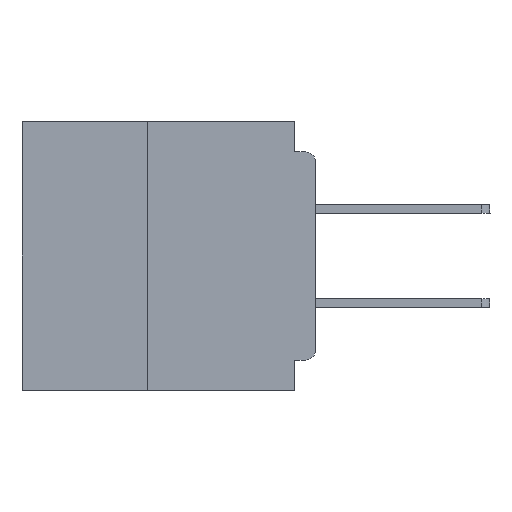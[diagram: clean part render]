
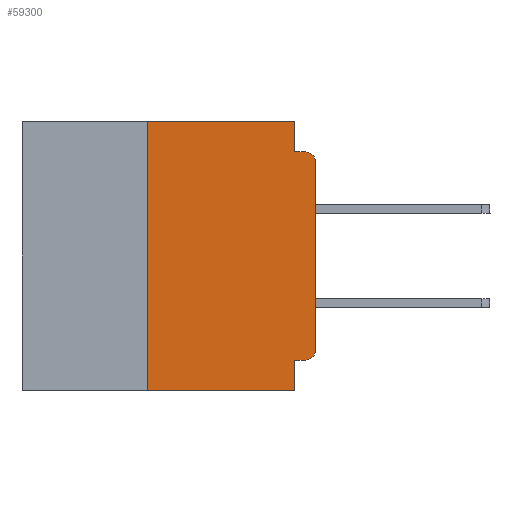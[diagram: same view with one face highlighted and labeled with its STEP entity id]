
A CAD part, left-side view. The second image highlights one B-rep face of the part: STEP entity #59300.
In plain terms, the highlighted planar face has unit normal (-1, 0, 0).
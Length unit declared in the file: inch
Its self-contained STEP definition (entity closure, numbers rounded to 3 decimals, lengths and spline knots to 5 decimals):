
#316 = EDGE_CURVE ( 'NONE', #48537, #22039, #7438, .T. ) ;
#855 = AXIS2_PLACEMENT_3D ( 'NONE', #4089, #38727, #9056 ) ;
#1679 = ORIENTED_EDGE ( 'NONE', *, *, #18117, .T. ) ;
#2739 = DIRECTION ( 'NONE',  ( 0., 0., -1. ) ) ;
#4089 = CARTESIAN_POINT ( 'NONE',  ( 0., 0.015, -0.06 ) ) ;
#4396 = LINE ( 'NONE', #63223, #55188 ) ;
#6911 = VERTEX_POINT ( 'NONE', #25552 ) ;
#7438 = LINE ( 'NONE', #49526, #45294 ) ;
#7772 = AXIS2_PLACEMENT_3D ( 'NONE', #61665, #32417, #2739 ) ;
#7773 = CARTESIAN_POINT ( 'NONE',  ( 0., 0.015, -0.355 ) ) ;
#8349 = DIRECTION ( 'NONE',  ( 0., 0., -1. ) ) ;
#8607 = LINE ( 'NONE', #40926, #20301 ) ;
#8957 = LINE ( 'NONE', #18782, #59733 ) ;
#9056 = DIRECTION ( 'NONE',  ( 0., 0., -1. ) ) ;
#9319 = DIRECTION ( 'NONE',  ( 0., -1., 0. ) ) ;
#9904 = ORIENTED_EDGE ( 'NONE', *, *, #55496, .F. ) ;
#14000 = EDGE_LOOP ( 'NONE', ( #38170, #1679, #60884, #47320, #47112, #21636, #46664, #25644, #9904, #15342 ) ) ;
#15342 = ORIENTED_EDGE ( 'NONE', *, *, #41289, .T. ) ;
#16294 = DIRECTION ( 'NONE',  ( 0., 0., -1. ) ) ;
#16998 = DIRECTION ( 'NONE',  ( 0., 0., -1. ) ) ;
#18117 = EDGE_CURVE ( 'NONE', #48973, #44080, #23665, .T. ) ;
#18782 = CARTESIAN_POINT ( 'NONE',  ( 0., 0., -0.045 ) ) ;
#19853 = CARTESIAN_POINT ( 'NONE',  ( 0., 0.25, -0.4 ) ) ;
#20245 = VECTOR ( 'NONE', #54864, 39.37008 ) ;
#20301 = VECTOR ( 'NONE', #16294, 39.37008 ) ;
#20318 = EDGE_CURVE ( 'NONE', #40231, #22039, #8607, .T. ) ;
#21200 = CARTESIAN_POINT ( 'NONE',  ( 0., 0., -0.34 ) ) ;
#21636 = ORIENTED_EDGE ( 'NONE', *, *, #57651, .F. ) ;
#22039 = VERTEX_POINT ( 'NONE', #58999 ) ;
#22498 = DIRECTION ( 'NONE',  ( 0., -1., 0. ) ) ;
#23665 = CIRCLE ( 'NONE', #855, 0.015 ) ;
#23735 = DIRECTION ( 'NONE',  ( 0., -1., 0. ) ) ;
#24345 = CIRCLE ( 'NONE', #7772, 0.015 ) ;
#24634 = FACE_OUTER_BOUND ( 'NONE', #14000, .T. ) ;
#25552 = CARTESIAN_POINT ( 'NONE',  ( 0., 0.031, -0.045 ) ) ;
#25644 = ORIENTED_EDGE ( 'NONE', *, *, #20318, .F. ) ;
#28207 = DIRECTION ( 'NONE',  ( 0., 1., 0. ) ) ;
#29741 = LINE ( 'NONE', #33040, #42816 ) ;
#32417 = DIRECTION ( 'NONE',  ( -1., 0., 0. ) ) ;
#33040 = CARTESIAN_POINT ( 'NONE',  ( 0., 0.031, 0. ) ) ;
#33887 = VERTEX_POINT ( 'NONE', #46943 ) ;
#34379 = CARTESIAN_POINT ( 'NONE',  ( 0., 0., 0. ) ) ;
#36690 = CARTESIAN_POINT ( 'NONE',  ( 0., 0.437, 0. ) ) ;
#38170 = ORIENTED_EDGE ( 'NONE', *, *, #51415, .T. ) ;
#38576 = AXIS2_PLACEMENT_3D ( 'NONE', #36690, #46490, #16998 ) ;
#38727 = DIRECTION ( 'NONE',  ( -1., 0., 0. ) ) ;
#40210 = CARTESIAN_POINT ( 'NONE',  ( 0., 0.25, -0.4 ) ) ;
#40231 = VERTEX_POINT ( 'NONE', #46512 ) ;
#40926 = CARTESIAN_POINT ( 'NONE',  ( 0., 0.031, -0.4 ) ) ;
#41289 = EDGE_CURVE ( 'NONE', #58155, #43727, #24345, .T. ) ;
#41372 = EDGE_CURVE ( 'NONE', #45661, #6911, #29741, .T. ) ;
#41618 = PLANE ( 'NONE',  #38576 ) ;
#42816 = VECTOR ( 'NONE', #8349, 39.37008 ) ;
#43634 = VECTOR ( 'NONE', #28207, 39.37008 ) ;
#43727 = VERTEX_POINT ( 'NONE', #21200 ) ;
#44080 = VERTEX_POINT ( 'NONE', #48595 ) ;
#44731 = EDGE_CURVE ( 'NONE', #33887, #45661, #4396, .T. ) ;
#45294 = VECTOR ( 'NONE', #22498, 39.37008 ) ;
#45661 = VERTEX_POINT ( 'NONE', #56749 ) ;
#46490 = DIRECTION ( 'NONE',  ( 1., 0., 0. ) ) ;
#46512 = CARTESIAN_POINT ( 'NONE',  ( 0., 0.031, -0.355 ) ) ;
#46627 = LINE ( 'NONE', #34379, #58048 ) ;
#46664 = ORIENTED_EDGE ( 'NONE', *, *, #316, .T. ) ;
#46943 = CARTESIAN_POINT ( 'NONE',  ( 0., 0.25, 0. ) ) ;
#47112 = ORIENTED_EDGE ( 'NONE', *, *, #44731, .F. ) ;
#47320 = ORIENTED_EDGE ( 'NONE', *, *, #41372, .F. ) ;
#48537 = VERTEX_POINT ( 'NONE', #19853 ) ;
#48595 = CARTESIAN_POINT ( 'NONE',  ( 0., 0.015, -0.045 ) ) ;
#48973 = VERTEX_POINT ( 'NONE', #57713 ) ;
#49526 = CARTESIAN_POINT ( 'NONE',  ( 0., 0.437, -0.4 ) ) ;
#51415 = EDGE_CURVE ( 'NONE', #43727, #48973, #46627, .T. ) ;
#54864 = DIRECTION ( 'NONE',  ( 0., 0., 1. ) ) ;
#55021 = LINE ( 'NONE', #57472, #43634 ) ;
#55188 = VECTOR ( 'NONE', #9319, 39.37008 ) ;
#55240 = DIRECTION ( 'NONE',  ( 0., 0., 1. ) ) ;
#55496 = EDGE_CURVE ( 'NONE', #58155, #40231, #55021, .T. ) ;
#56749 = CARTESIAN_POINT ( 'NONE',  ( 0., 0.031, 0. ) ) ;
#57472 = CARTESIAN_POINT ( 'NONE',  ( 0., 0., -0.355 ) ) ;
#57651 = EDGE_CURVE ( 'NONE', #48537, #33887, #60874, .T. ) ;
#57713 = CARTESIAN_POINT ( 'NONE',  ( 0., 0., -0.06 ) ) ;
#58048 = VECTOR ( 'NONE', #55240, 39.37008 ) ;
#58155 = VERTEX_POINT ( 'NONE', #7773 ) ;
#58999 = CARTESIAN_POINT ( 'NONE',  ( 0., 0.031, -0.4 ) ) ;
#59300 = ADVANCED_FACE ( 'NONE', ( #24634 ), #41618, .F. ) ;
#59733 = VECTOR ( 'NONE', #23735, 39.37008 ) ;
#60874 = LINE ( 'NONE', #40210, #20245 ) ;
#60884 = ORIENTED_EDGE ( 'NONE', *, *, #63248, .F. ) ;
#61665 = CARTESIAN_POINT ( 'NONE',  ( 0., 0.015, -0.34 ) ) ;
#63223 = CARTESIAN_POINT ( 'NONE',  ( 0., 0.437, 0. ) ) ;
#63248 = EDGE_CURVE ( 'NONE', #6911, #44080, #8957, .T. ) ;
